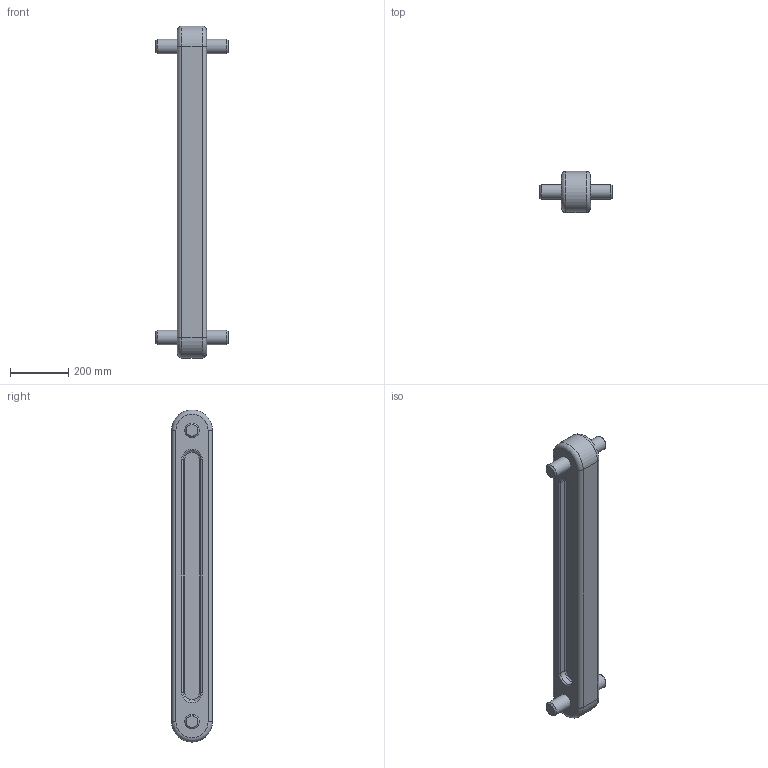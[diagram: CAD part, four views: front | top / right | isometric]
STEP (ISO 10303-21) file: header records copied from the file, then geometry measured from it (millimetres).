
FILE_DESCRIPTION(/* description */ (''),/* implementation_level */ '2;1');
FILE_NAME(/* name */ '2nd link.step',/* time_stamp */ '2019-04-10T21:44:47+07:00',/* author */ (''),/* organization */ (''),/* preprocessor_version */ 'ST-DEVELOPER v18',/* originating_system */ 'Autodesk Translation Framework v8.2.0.1029',/* authorisation */ '');
FILE_SCHEMA (('AUTOMOTIVE_DESIGN { 1 0 10303 214 3 1 1 }'));
Length unit declared in the file: millimetre
Products named in the file (1): 2nd link
Bounding box: 250 x 140 x 1140 mm (x, y, z)
Volume: 12837719.3 mm3; surface area: 660264.9 mm2
Topology: 1 solids, 1 shells, 52 faces, 104 edges, 60 vertices
Faces by surface type: cylinder 22, plane 14, torus 12, cone 4
Full cylindrical faces by diameter (mm): 50 x4
Entity records: 1384 total; most frequent: DIRECTION 270, CARTESIAN_POINT 217, ORIENTED_EDGE 208, AXIS2_PLACEMENT_3D 113, EDGE_CURVE 104, CIRCLE 60, VERTEX_POINT 60, EDGE_LOOP 58
